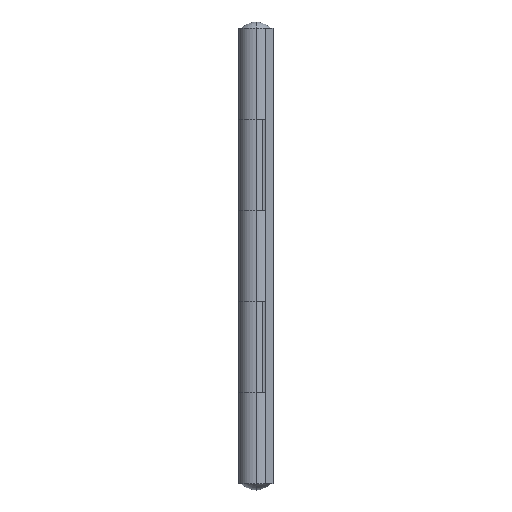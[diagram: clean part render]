
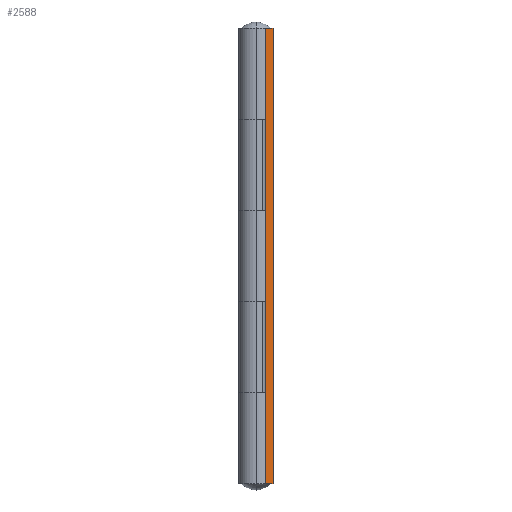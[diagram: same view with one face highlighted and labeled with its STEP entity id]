
A CAD part, left-side view. The second image highlights one B-rep face of the part: STEP entity #2588.
In plain terms, the highlighted planar face has unit normal (-1, 0, 0).
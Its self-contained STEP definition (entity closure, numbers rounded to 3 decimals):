
#56 = LINE ( 'NONE', #1534, #720 ) ;
#102 = CARTESIAN_POINT ( 'NONE',  ( -25., 0., 37.5 ) ) ;
#110 = VERTEX_POINT ( 'NONE', #1736 ) ;
#124 = DIRECTION ( 'NONE',  ( 1., 0., 0. ) ) ;
#245 = DIRECTION ( 'NONE',  ( 0., 0., -1. ) ) ;
#310 = VERTEX_POINT ( 'NONE', #1574 ) ;
#312 = CARTESIAN_POINT ( 'NONE',  ( -25., 0., 37.5 ) ) ;
#326 = PLANE ( 'NONE',  #1677 ) ;
#352 = EDGE_CURVE ( 'NONE', #310, #110, #2475, .T. ) ;
#418 = LINE ( 'NONE', #102, #2691 ) ;
#493 = DIRECTION ( 'NONE',  ( 0., 0., -1. ) ) ;
#720 = VECTOR ( 'NONE', #2596, 1000. ) ;
#815 = VERTEX_POINT ( 'NONE', #2335 ) ;
#847 = CARTESIAN_POINT ( 'NONE',  ( -25., 0., 37.5 ) ) ;
#868 = ORIENTED_EDGE ( 'NONE', *, *, #1099, .F. ) ;
#944 = DIRECTION ( 'NONE',  ( 0., -1., 0. ) ) ;
#961 = ORIENTED_EDGE ( 'NONE', *, *, #1686, .F. ) ;
#1099 = EDGE_CURVE ( 'NONE', #310, #1783, #418, .T. ) ;
#1106 = ORIENTED_EDGE ( 'NONE', *, *, #352, .T. ) ;
#1396 = EDGE_LOOP ( 'NONE', ( #1776, #961, #868, #1106 ) ) ;
#1469 = LINE ( 'NONE', #2548, #2273 ) ;
#1534 = CARTESIAN_POINT ( 'NONE',  ( -25., 0., -37.5 ) ) ;
#1554 = EDGE_CURVE ( 'NONE', #110, #815, #56, .T. ) ;
#1574 = CARTESIAN_POINT ( 'NONE',  ( -25., 1.2, 37.5 ) ) ;
#1677 = AXIS2_PLACEMENT_3D ( 'NONE', #312, #124, #2235 ) ;
#1686 = EDGE_CURVE ( 'NONE', #1783, #815, #1469, .T. ) ;
#1736 = CARTESIAN_POINT ( 'NONE',  ( -25., 1.2, -37.5 ) ) ;
#1749 = CARTESIAN_POINT ( 'NONE',  ( -25., 1.2, 37.5 ) ) ;
#1776 = ORIENTED_EDGE ( 'NONE', *, *, #1554, .T. ) ;
#1783 = VERTEX_POINT ( 'NONE', #847 ) ;
#2083 = FACE_OUTER_BOUND ( 'NONE', #1396, .T. ) ;
#2235 = DIRECTION ( 'NONE',  ( 0., 0., -1. ) ) ;
#2273 = VECTOR ( 'NONE', #245, 1000. ) ;
#2335 = CARTESIAN_POINT ( 'NONE',  ( -25., 0., -37.5 ) ) ;
#2475 = LINE ( 'NONE', #1749, #2632 ) ;
#2548 = CARTESIAN_POINT ( 'NONE',  ( -25., 0., 37.5 ) ) ;
#2588 = ADVANCED_FACE ( 'NONE', ( #2083 ), #326, .F. ) ;
#2596 = DIRECTION ( 'NONE',  ( 0., -1., 0. ) ) ;
#2632 = VECTOR ( 'NONE', #493, 1000. ) ;
#2691 = VECTOR ( 'NONE', #944, 1000. ) ;
